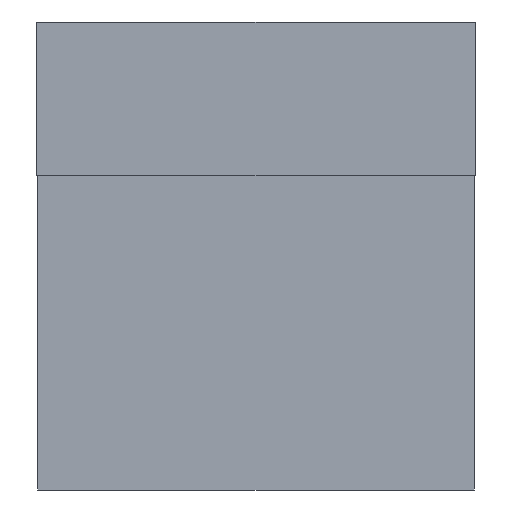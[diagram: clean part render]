
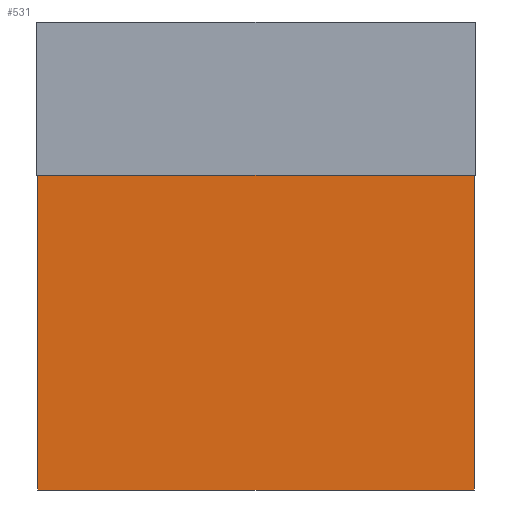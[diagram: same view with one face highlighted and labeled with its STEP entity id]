
A CAD part, front view. The second image highlights one B-rep face of the part: STEP entity #531.
In plain terms, the highlighted planar face has unit normal (0, -1, 0).
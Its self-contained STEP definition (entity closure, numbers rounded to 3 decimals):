
#513=AXIS2_PLACEMENT_3D('Plane Axis2P3D',#510,#511,#512) ;
#357=CARTESIAN_POINT('Vertex',(35.317,140.5,-27.017)) ;
#360=CARTESIAN_POINT('Line Origine',(0.,140.5,-27.017)) ;
#364=CARTESIAN_POINT('Vertex',(-35.317,140.5,-27.017)) ;
#489=CARTESIAN_POINT('Vertex',(-35.317,140.5,24.)) ;
#492=CARTESIAN_POINT('Line Origine',(0.,140.5,24.)) ;
#496=CARTESIAN_POINT('Vertex',(35.317,140.5,24.)) ;
#510=CARTESIAN_POINT('Axis2P3D Location',(0.,140.5,18.)) ;
#515=CARTESIAN_POINT('Line Origine',(-35.317,140.5,-1.509)) ;
#520=CARTESIAN_POINT('Line Origine',(35.317,140.5,-1.509)) ;
#361=DIRECTION('Vector Direction',(1.,0.,0.)) ;
#493=DIRECTION('Vector Direction',(1.,0.,0.)) ;
#511=DIRECTION('Axis2P3D Direction',(0.,-1.,0.)) ;
#512=DIRECTION('Axis2P3D XDirection',(0.,0.,-1.)) ;
#516=DIRECTION('Vector Direction',(0.,0.,1.)) ;
#521=DIRECTION('Vector Direction',(0.,0.,-1.)) ;
#362=VECTOR('Line Direction',#361,1.) ;
#494=VECTOR('Line Direction',#493,1.) ;
#517=VECTOR('Line Direction',#516,1.) ;
#522=VECTOR('Line Direction',#521,1.) ;
#526=ORIENTED_EDGE('',*,*,#519,.F.) ;
#527=ORIENTED_EDGE('',*,*,#366,.T.) ;
#528=ORIENTED_EDGE('',*,*,#524,.F.) ;
#529=ORIENTED_EDGE('',*,*,#498,.T.) ;
#531=ADVANCED_FACE('Maniglia rotante rinviata lunghezza minima',(#530),#514,.T.) ;
#366=EDGE_CURVE('',#365,#358,#363,.T.) ;
#498=EDGE_CURVE('',#497,#490,#495,.F.) ;
#519=EDGE_CURVE('',#365,#490,#518,.T.) ;
#524=EDGE_CURVE('',#497,#358,#523,.T.) ;
#525=EDGE_LOOP('',(#526,#527,#528,#529)) ;
#530=FACE_OUTER_BOUND('',#525,.T.) ;
#363=LINE('Line',#360,#362) ;
#495=LINE('Line',#492,#494) ;
#518=LINE('Line',#515,#517) ;
#523=LINE('Line',#520,#522) ;
#514=PLANE('',#513) ;
#358=VERTEX_POINT('',#357) ;
#365=VERTEX_POINT('',#364) ;
#490=VERTEX_POINT('',#489) ;
#497=VERTEX_POINT('',#496) ;
